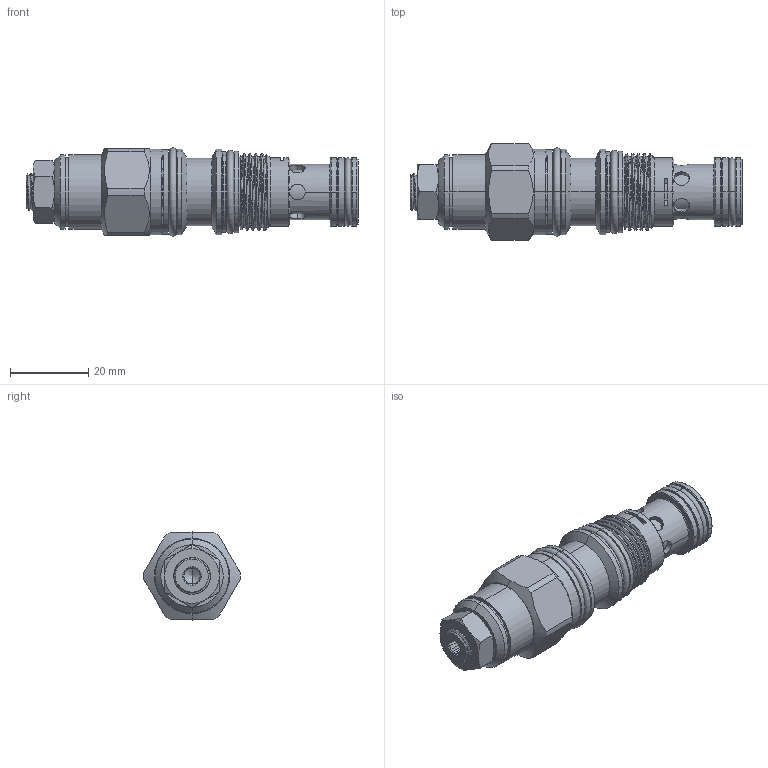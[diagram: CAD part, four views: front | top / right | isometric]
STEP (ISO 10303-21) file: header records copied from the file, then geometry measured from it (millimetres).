
FILE_DESCRIPTION (( 'STEP AP203' ), '1' );
FILE_NAME ('CB11A3B(3D)(3J)-LP-20.STEP', '2023-03-10T08:27:59', ( '' ), ( '' ), 'SwSTEP 2.0', 'SolidWorks 2018', '' );
FILE_SCHEMA (( 'CONFIG_CONTROL_DESIGN' ));
Length unit declared in the file: millimetre
Products named in the file (1): CB11A3B(3D)(3J)-LP-20
Bounding box: 85.05 x 24.79 x 22.55 mm (x, y, z)
Volume: 23112.4 mm3; surface area: 8274.9 mm2
Topology: 1 solids, 1 shells, 273 faces, 636 edges, 392 vertices
Faces by surface type: cylinder 115, cone 69, plane 57, torus 28, bspline 4
Entity records: 13904 total; most frequent: CARTESIAN_POINT 7684, DIRECTION 1329, ORIENTED_EDGE 1268, EDGE_CURVE 634, AXIS2_PLACEMENT_3D 567, VERTEX_POINT 392, EDGE_LOOP 302, CIRCLE 297
